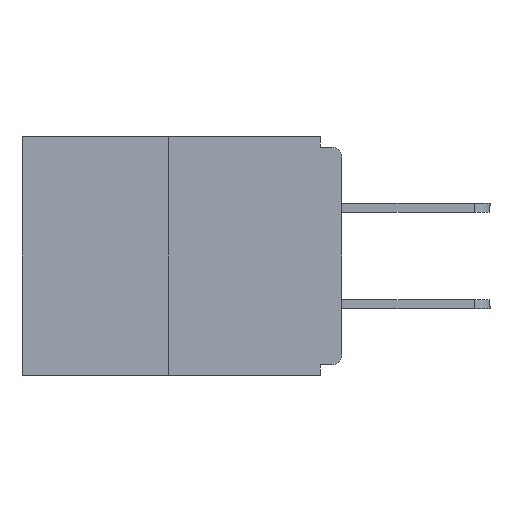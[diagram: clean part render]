
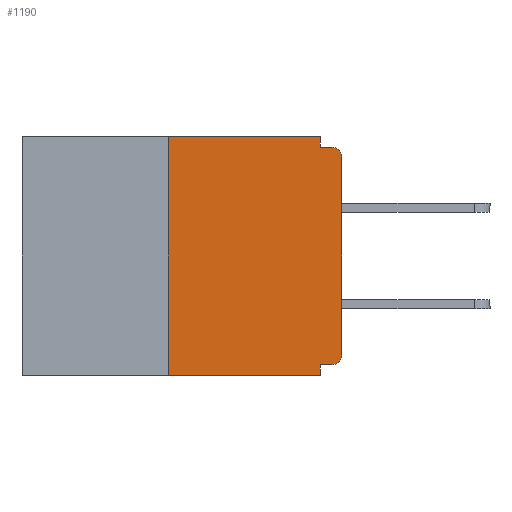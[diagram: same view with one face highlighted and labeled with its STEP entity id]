
A CAD part, left-side view. The second image highlights one B-rep face of the part: STEP entity #1190.
In plain terms, the highlighted planar face has unit normal (-1, 0, 0).
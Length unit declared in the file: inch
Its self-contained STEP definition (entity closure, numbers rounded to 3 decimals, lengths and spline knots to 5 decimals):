
#40 = VECTOR ( 'NONE', #10146, 39.37008 ) ;
#530 = DIRECTION ( 'NONE',  ( -1., 0., 0. ) ) ;
#592 = AXIS2_PLACEMENT_3D ( 'NONE', #7100, #9537, #4555 ) ;
#597 = ORIENTED_EDGE ( 'NONE', *, *, #5557, .F. ) ;
#871 = VERTEX_POINT ( 'NONE', #3004 ) ;
#1112 = CARTESIAN_POINT ( 'NONE',  ( 0., 0., -0.313 ) ) ;
#1127 = CARTESIAN_POINT ( 'NONE',  ( 0., 0., -0.328 ) ) ;
#1190 = ADVANCED_FACE ( 'NONE', ( #8927 ), #5768, .F. ) ;
#1208 = VECTOR ( 'NONE', #5033, 39.37008 ) ;
#1338 = DIRECTION ( 'NONE',  ( 0., 1., 0. ) ) ;
#1354 = DIRECTION ( 'NONE',  ( 0., -1., 0. ) ) ;
#1458 = LINE ( 'NONE', #1127, #2122 ) ;
#1474 = EDGE_CURVE ( 'NONE', #3276, #1536, #1458, .T. ) ;
#1503 = CIRCLE ( 'NONE', #592, 0.015 ) ;
#1536 = VERTEX_POINT ( 'NONE', #4775 ) ;
#1613 = AXIS2_PLACEMENT_3D ( 'NONE', #1707, #6653, #10056 ) ;
#1707 = CARTESIAN_POINT ( 'NONE',  ( 0., 0.46, 0. ) ) ;
#1724 = CARTESIAN_POINT ( 'NONE',  ( 0., 0.031, -0.343 ) ) ;
#1733 = VERTEX_POINT ( 'NONE', #2454 ) ;
#1825 = CIRCLE ( 'NONE', #1914, 0.015 ) ;
#1831 = ORIENTED_EDGE ( 'NONE', *, *, #7183, .F. ) ;
#1914 = AXIS2_PLACEMENT_3D ( 'NONE', #3817, #530, #10483 ) ;
#1933 = EDGE_CURVE ( 'NONE', #1536, #6824, #6952, .T. ) ;
#2122 = VECTOR ( 'NONE', #1338, 39.37008 ) ;
#2232 = LINE ( 'NONE', #2646, #40 ) ;
#2383 = VECTOR ( 'NONE', #4256, 39.37008 ) ;
#2454 = CARTESIAN_POINT ( 'NONE',  ( 0., 0.031, -0.015 ) ) ;
#2646 = CARTESIAN_POINT ( 'NONE',  ( 0., 0.46, -0.343 ) ) ;
#2684 = VERTEX_POINT ( 'NONE', #8941 ) ;
#2707 = EDGE_CURVE ( 'NONE', #3276, #5916, #1825, .T. ) ;
#3004 = CARTESIAN_POINT ( 'NONE',  ( 0., 0.25, 0. ) ) ;
#3045 = EDGE_CURVE ( 'NONE', #9356, #871, #5334, .T. ) ;
#3276 = VERTEX_POINT ( 'NONE', #7850 ) ;
#3281 = DIRECTION ( 'NONE',  ( 0., 0., -1. ) ) ;
#3518 = EDGE_CURVE ( 'NONE', #2684, #1733, #7979, .T. ) ;
#3601 = ORIENTED_EDGE ( 'NONE', *, *, #8873, .T. ) ;
#3761 = ORIENTED_EDGE ( 'NONE', *, *, #3045, .F. ) ;
#3817 = CARTESIAN_POINT ( 'NONE',  ( 0., 0.015, -0.313 ) ) ;
#4137 = CARTESIAN_POINT ( 'NONE',  ( 0., 0., 0. ) ) ;
#4256 = DIRECTION ( 'NONE',  ( 0., 0., -1. ) ) ;
#4481 = LINE ( 'NONE', #4137, #1208 ) ;
#4484 = ORIENTED_EDGE ( 'NONE', *, *, #7043, .T. ) ;
#4530 = EDGE_CURVE ( 'NONE', #9356, #6824, #2232, .T. ) ;
#4555 = DIRECTION ( 'NONE',  ( 0., 0., -1. ) ) ;
#4666 = CARTESIAN_POINT ( 'NONE',  ( 0., 0., -0.015 ) ) ;
#4686 = CARTESIAN_POINT ( 'NONE',  ( 0., 0.46, 0. ) ) ;
#4775 = CARTESIAN_POINT ( 'NONE',  ( 0., 0.031, -0.328 ) ) ;
#4954 = EDGE_LOOP ( 'NONE', ( #1831, #3761, #9538, #5045, #8983, #7753, #3601, #4484, #597, #8648 ) ) ;
#4984 = CARTESIAN_POINT ( 'NONE',  ( 0., 0.031, -0.343 ) ) ;
#5033 = DIRECTION ( 'NONE',  ( 0., 0., 1. ) ) ;
#5045 = ORIENTED_EDGE ( 'NONE', *, *, #1933, .F. ) ;
#5079 = CARTESIAN_POINT ( 'NONE',  ( 0., 0.25, 0. ) ) ;
#5087 = VECTOR ( 'NONE', #3281, 39.37008 ) ;
#5210 = CARTESIAN_POINT ( 'NONE',  ( 0., 0., -0.03 ) ) ;
#5277 = VERTEX_POINT ( 'NONE', #5210 ) ;
#5334 = LINE ( 'NONE', #5079, #7037 ) ;
#5458 = LINE ( 'NONE', #4666, #6779 ) ;
#5557 = EDGE_CURVE ( 'NONE', #1733, #6389, #5458, .T. ) ;
#5768 = PLANE ( 'NONE',  #1613 ) ;
#5916 = VERTEX_POINT ( 'NONE', #1112 ) ;
#5945 = VECTOR ( 'NONE', #1354, 39.37008 ) ;
#6389 = VERTEX_POINT ( 'NONE', #8370 ) ;
#6653 = DIRECTION ( 'NONE',  ( 1., 0., 0. ) ) ;
#6779 = VECTOR ( 'NONE', #8095, 39.37008 ) ;
#6824 = VERTEX_POINT ( 'NONE', #4984 ) ;
#6952 = LINE ( 'NONE', #1724, #2383 ) ;
#7037 = VECTOR ( 'NONE', #9281, 39.37008 ) ;
#7043 = EDGE_CURVE ( 'NONE', #5277, #6389, #1503, .T. ) ;
#7100 = CARTESIAN_POINT ( 'NONE',  ( 0., 0.015, -0.03 ) ) ;
#7183 = EDGE_CURVE ( 'NONE', #871, #2684, #8297, .T. ) ;
#7753 = ORIENTED_EDGE ( 'NONE', *, *, #2707, .T. ) ;
#7850 = CARTESIAN_POINT ( 'NONE',  ( 0., 0.015, -0.328 ) ) ;
#7979 = LINE ( 'NONE', #9202, #5087 ) ;
#8095 = DIRECTION ( 'NONE',  ( 0., -1., 0. ) ) ;
#8297 = LINE ( 'NONE', #4686, #5945 ) ;
#8370 = CARTESIAN_POINT ( 'NONE',  ( 0., 0.015, -0.015 ) ) ;
#8648 = ORIENTED_EDGE ( 'NONE', *, *, #3518, .F. ) ;
#8873 = EDGE_CURVE ( 'NONE', #5916, #5277, #4481, .T. ) ;
#8927 = FACE_OUTER_BOUND ( 'NONE', #4954, .T. ) ;
#8941 = CARTESIAN_POINT ( 'NONE',  ( 0., 0.031, 0. ) ) ;
#8983 = ORIENTED_EDGE ( 'NONE', *, *, #1474, .F. ) ;
#9202 = CARTESIAN_POINT ( 'NONE',  ( 0., 0.031, 0. ) ) ;
#9281 = DIRECTION ( 'NONE',  ( 0., 0., 1. ) ) ;
#9353 = CARTESIAN_POINT ( 'NONE',  ( 0., 0.25, -0.343 ) ) ;
#9356 = VERTEX_POINT ( 'NONE', #9353 ) ;
#9537 = DIRECTION ( 'NONE',  ( -1., 0., 0. ) ) ;
#9538 = ORIENTED_EDGE ( 'NONE', *, *, #4530, .T. ) ;
#10056 = DIRECTION ( 'NONE',  ( 0., 0., -1. ) ) ;
#10146 = DIRECTION ( 'NONE',  ( 0., -1., 0. ) ) ;
#10483 = DIRECTION ( 'NONE',  ( 0., 0., -1. ) ) ;
